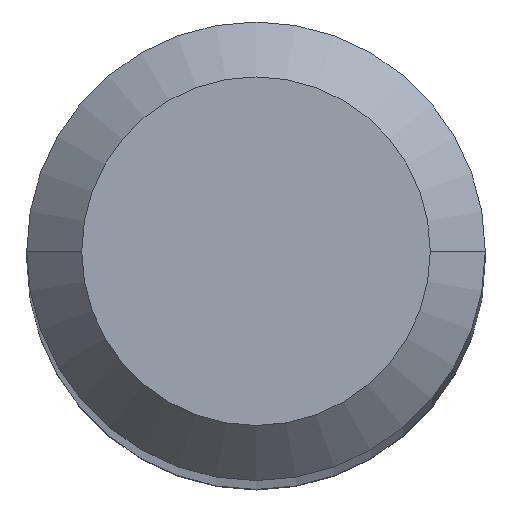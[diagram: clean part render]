
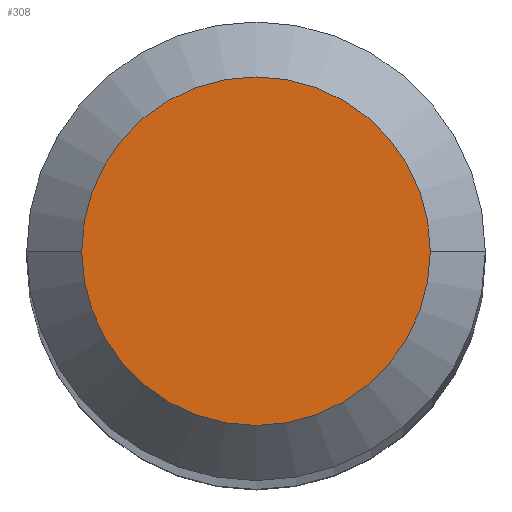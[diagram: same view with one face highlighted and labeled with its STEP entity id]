
A CAD part, top view. The second image highlights one B-rep face of the part: STEP entity #308.
In plain terms, the highlighted planar face has unit normal (0, 0, 1).
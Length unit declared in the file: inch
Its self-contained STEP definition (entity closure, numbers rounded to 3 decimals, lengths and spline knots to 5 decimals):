
#32 = PLANE ( 'NONE',  #189 ) ;
#42 = DIRECTION ( 'NONE',  ( 1., 0., 0. ) ) ;
#71 = CARTESIAN_POINT ( 'NONE',  ( -0.0475, 0., 1.5 ) ) ;
#96 = ORIENTED_EDGE ( 'NONE', *, *, #305, .T. ) ;
#97 = CARTESIAN_POINT ( 'NONE',  ( 0., 0., 1.5 ) ) ;
#114 = EDGE_CURVE ( 'NONE', #370, #399, #152, .T. ) ;
#115 = CIRCLE ( 'NONE', #154, 0.0475 ) ;
#152 = CIRCLE ( 'NONE', #314, 0.0475 ) ;
#154 = AXIS2_PLACEMENT_3D ( 'NONE', #251, #377, #188 ) ;
#161 = DIRECTION ( 'NONE',  ( 0., 0., 1. ) ) ;
#188 = DIRECTION ( 'NONE',  ( 1., 0., 0. ) ) ;
#189 = AXIS2_PLACEMENT_3D ( 'NONE', #97, #161, #42 ) ;
#219 = EDGE_LOOP ( 'NONE', ( #96, #276 ) ) ;
#231 = CARTESIAN_POINT ( 'NONE',  ( 0., 0., 1.5 ) ) ;
#251 = CARTESIAN_POINT ( 'NONE',  ( 0., 0., 1.5 ) ) ;
#255 = CARTESIAN_POINT ( 'NONE',  ( 0.0475, 0., 1.5 ) ) ;
#276 = ORIENTED_EDGE ( 'NONE', *, *, #114, .T. ) ;
#293 = DIRECTION ( 'NONE',  ( 1., 0., 0. ) ) ;
#305 = EDGE_CURVE ( 'NONE', #399, #370, #115, .T. ) ;
#308 = ADVANCED_FACE ( 'NONE', ( #375 ), #32, .T. ) ;
#314 = AXIS2_PLACEMENT_3D ( 'NONE', #231, #388, #293 ) ;
#370 = VERTEX_POINT ( 'NONE', #255 ) ;
#375 = FACE_OUTER_BOUND ( 'NONE', #219, .T. ) ;
#377 = DIRECTION ( 'NONE',  ( 0., 0., 1. ) ) ;
#388 = DIRECTION ( 'NONE',  ( 0., 0., 1. ) ) ;
#399 = VERTEX_POINT ( 'NONE', #71 ) ;
